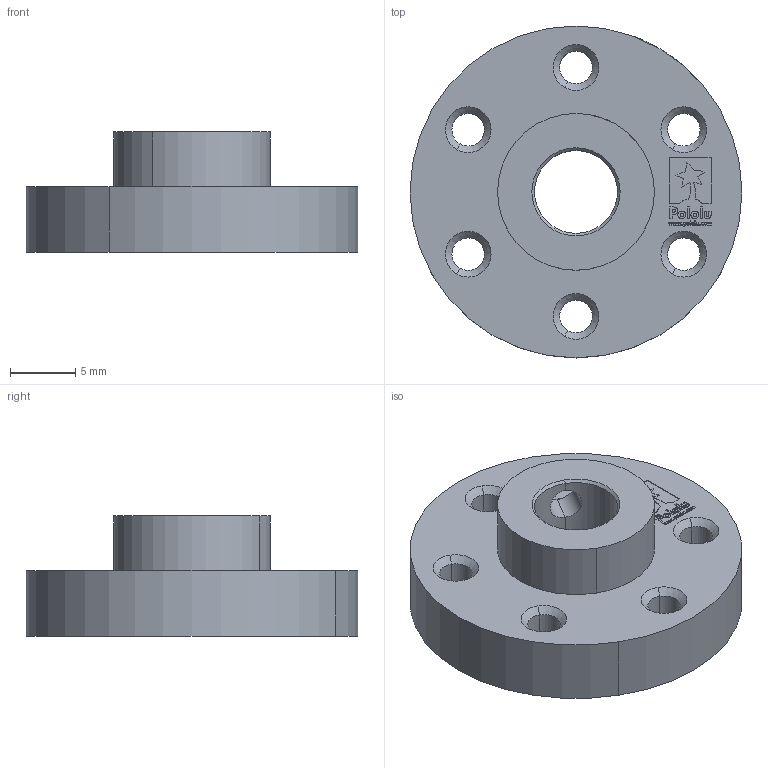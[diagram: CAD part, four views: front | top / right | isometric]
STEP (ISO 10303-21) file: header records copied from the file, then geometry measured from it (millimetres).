
FILE_DESCRIPTION (( 'STEP AP214' ), '1' );
FILE_NAME ('hub02-.25in.step', '2016-03-07T18:51:22', ( '' ), ( '' ), 'SwSTEP 2.0', 'SolidWorks 2015', '' );
FILE_SCHEMA (( 'AUTOMOTIVE_DESIGN' ));
Length unit declared in the file: millimetre
Products named in the file (1): hub02-.25in
Bounding box: 25.4 x 25.4 x 9.2 mm (x, y, z)
Volume: 2492.6 mm3; surface area: 1916.6 mm2
Topology: 1 solids, 1 shells, 304 faces, 797 edges, 520 vertices
Faces by surface type: plane 152, bspline 102, cone 28, cylinder 22
Entity records: 14921 total; most frequent: CARTESIAN_POINT 7862, ORIENTED_EDGE 1594, DIRECTION 1051, EDGE_CURVE 797, VERTEX_POINT 520, LINE 517, VECTOR 517, EDGE_LOOP 347
